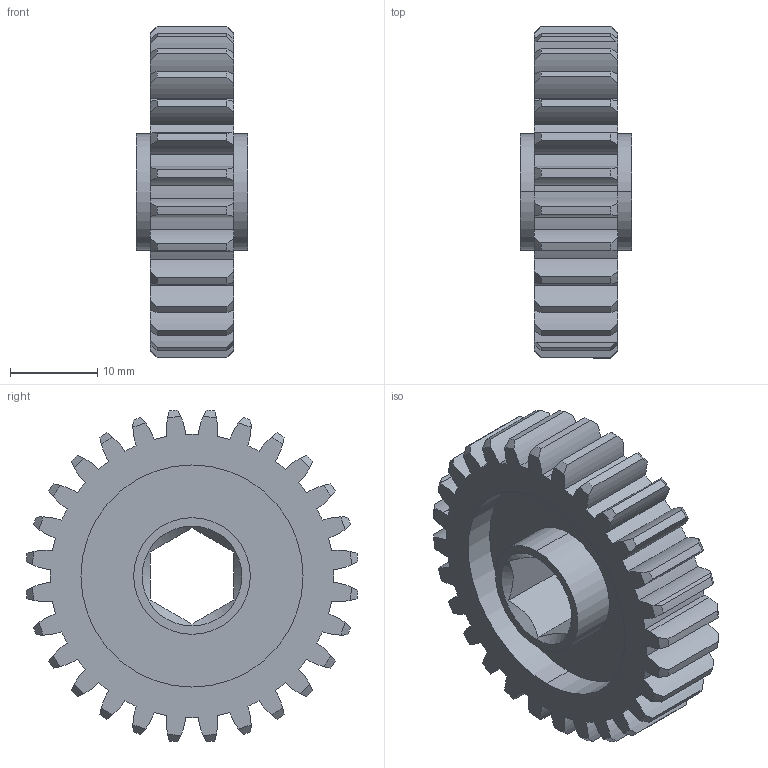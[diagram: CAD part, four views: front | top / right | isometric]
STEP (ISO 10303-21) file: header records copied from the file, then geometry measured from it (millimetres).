
FILE_DESCRIPTION (( 'STEP AP203' ), '1' );
FILE_NAME ('am-4392 28T 20DP 375hex 375 FW.STEP', '2022-06-30T16:33:25', ( '' ), ( '' ), 'SwSTEP 2.0', 'SolidWorks 2022', '' );
FILE_SCHEMA (( 'CONFIG_CONTROL_DESIGN' ));
Length unit declared in the file: inch
Products named in the file (1): am-4392 28T 20DP 375hex 375 FW
Bounding box: 12.7 x 37.95 x 37.95 mm (x, y, z)
Volume: 6054.1 mm3; surface area: 5316.2 mm2
Topology: 1 solids, 1 shells, 197 faces, 569 edges, 378 vertices
Faces by surface type: cylinder 125, cone 60, plane 12
Entity records: 6952 total; most frequent: CARTESIAN_POINT 1633, DIRECTION 1143, ORIENTED_EDGE 1138, EDGE_CURVE 569, AXIS2_PLACEMENT_3D 504, VERTEX_POINT 378, CIRCLE 306, EDGE_LOOP 203
